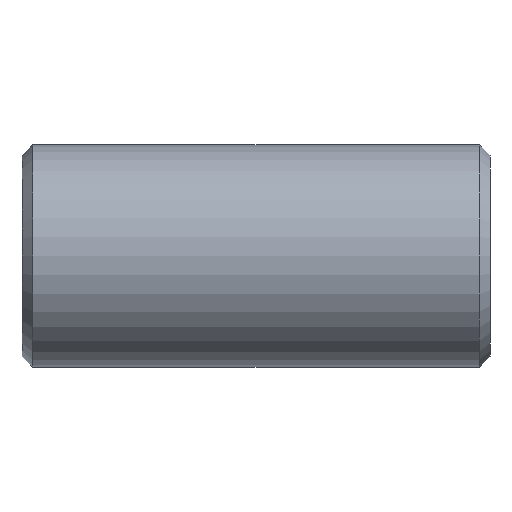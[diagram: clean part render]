
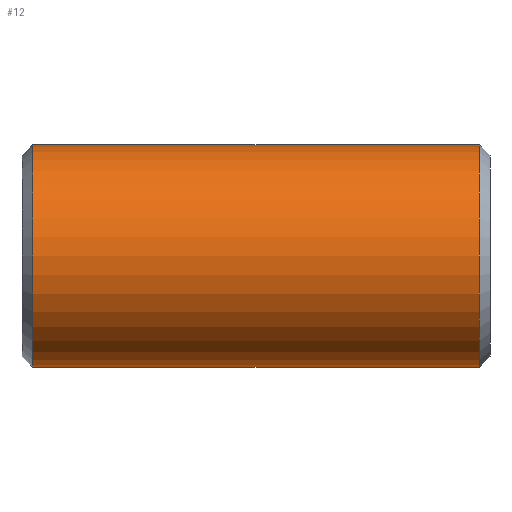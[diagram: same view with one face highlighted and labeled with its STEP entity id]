
A CAD part, front view. The second image highlights one B-rep face of the part: STEP entity #12.
In plain terms, the highlighted cylindrical face has radius 30.163 mm (diameter 60.325 mm), a partial arc.
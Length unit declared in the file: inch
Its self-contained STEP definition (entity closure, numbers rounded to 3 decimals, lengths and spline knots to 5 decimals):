
#12 = ADVANCED_FACE ( 'NONE', ( #33 ), #402, .T. ) ;
#24 = ORIENTED_EDGE ( 'NONE', *, *, #328, .T. ) ;
#33 = FACE_OUTER_BOUND ( 'NONE', #243, .T. ) ;
#34 = DIRECTION ( 'NONE',  ( 1., 0., 0. ) ) ;
#37 = DIRECTION ( 'NONE',  ( -1., 0., 0. ) ) ;
#38 = VECTOR ( 'NONE', #173, 39.37008 ) ;
#53 = CARTESIAN_POINT ( 'NONE',  ( 2.5, 0., 1.1875 ) ) ;
#62 = EDGE_CURVE ( 'NONE', #470, #306, #548, .T. ) ;
#76 = ORIENTED_EDGE ( 'NONE', *, *, #62, .F. ) ;
#82 = DIRECTION ( 'NONE',  ( 0., 0., 1. ) ) ;
#90 = CARTESIAN_POINT ( 'NONE',  ( 2.5, 0., 0. ) ) ;
#101 = ORIENTED_EDGE ( 'NONE', *, *, #580, .T. ) ;
#131 = VERTEX_POINT ( 'NONE', #141 ) ;
#141 = CARTESIAN_POINT ( 'NONE',  ( -2.38533, 0., -1.1875 ) ) ;
#150 = CARTESIAN_POINT ( 'NONE',  ( 2.38533, 0., 1.1875 ) ) ;
#171 = LINE ( 'NONE', #451, #38 ) ;
#173 = DIRECTION ( 'NONE',  ( -1., 0., 0. ) ) ;
#176 = ORIENTED_EDGE ( 'NONE', *, *, #373, .T. ) ;
#179 = EDGE_CURVE ( 'NONE', #470, #310, #486, .T. ) ;
#198 = AXIS2_PLACEMENT_3D ( 'NONE', #90, #488, #82 ) ;
#214 = DIRECTION ( 'NONE',  ( 0., 0., 1. ) ) ;
#233 = LINE ( 'NONE', #53, #474 ) ;
#238 = AXIS2_PLACEMENT_3D ( 'NONE', #459, #37, #283 ) ;
#243 = EDGE_LOOP ( 'NONE', ( #76, #254, #101, #24, #176, #574 ) ) ;
#253 = CARTESIAN_POINT ( 'NONE',  ( -2.38533, 0., 1.1875 ) ) ;
#254 = ORIENTED_EDGE ( 'NONE', *, *, #179, .T. ) ;
#269 = VECTOR ( 'NONE', #290, 39.37008 ) ;
#283 = DIRECTION ( 'NONE',  ( 0., 0., -1. ) ) ;
#284 = DIRECTION ( 'NONE',  ( -1., 0., 0. ) ) ;
#290 = DIRECTION ( 'NONE',  ( -1., 0., 0. ) ) ;
#306 = VERTEX_POINT ( 'NONE', #430 ) ;
#310 = VERTEX_POINT ( 'NONE', #150 ) ;
#315 = CIRCLE ( 'NONE', #496, 1.1875 ) ;
#328 = EDGE_CURVE ( 'NONE', #569, #342, #383, .T. ) ;
#342 = VERTEX_POINT ( 'NONE', #253 ) ;
#373 = EDGE_CURVE ( 'NONE', #342, #131, #315, .T. ) ;
#383 = LINE ( 'NONE', #475, #269 ) ;
#397 = CARTESIAN_POINT ( 'NONE',  ( 2.38533, 0., -1.1875 ) ) ;
#402 = CYLINDRICAL_SURFACE ( 'NONE', #198, 1.1875 ) ;
#417 = CARTESIAN_POINT ( 'NONE',  ( 2.5, 0., -1.1875 ) ) ;
#430 = CARTESIAN_POINT ( 'NONE',  ( 0., 0., -1.1875 ) ) ;
#451 = CARTESIAN_POINT ( 'NONE',  ( 2.5, 0., -1.1875 ) ) ;
#458 = CARTESIAN_POINT ( 'NONE',  ( 0., 0., 1.1875 ) ) ;
#459 = CARTESIAN_POINT ( 'NONE',  ( 2.38533, 0., 0. ) ) ;
#470 = VERTEX_POINT ( 'NONE', #397 ) ;
#474 = VECTOR ( 'NONE', #284, 39.37008 ) ;
#475 = CARTESIAN_POINT ( 'NONE',  ( 2.5, 0., 1.1875 ) ) ;
#480 = EDGE_CURVE ( 'NONE', #306, #131, #171, .T. ) ;
#486 = CIRCLE ( 'NONE', #238, 1.1875 ) ;
#488 = DIRECTION ( 'NONE',  ( -1., 0., 0. ) ) ;
#496 = AXIS2_PLACEMENT_3D ( 'NONE', #582, #34, #214 ) ;
#509 = DIRECTION ( 'NONE',  ( -1., 0., 0. ) ) ;
#548 = LINE ( 'NONE', #417, #588 ) ;
#569 = VERTEX_POINT ( 'NONE', #458 ) ;
#574 = ORIENTED_EDGE ( 'NONE', *, *, #480, .F. ) ;
#580 = EDGE_CURVE ( 'NONE', #310, #569, #233, .T. ) ;
#582 = CARTESIAN_POINT ( 'NONE',  ( -2.38533, 0., 0. ) ) ;
#588 = VECTOR ( 'NONE', #509, 39.37008 ) ;
